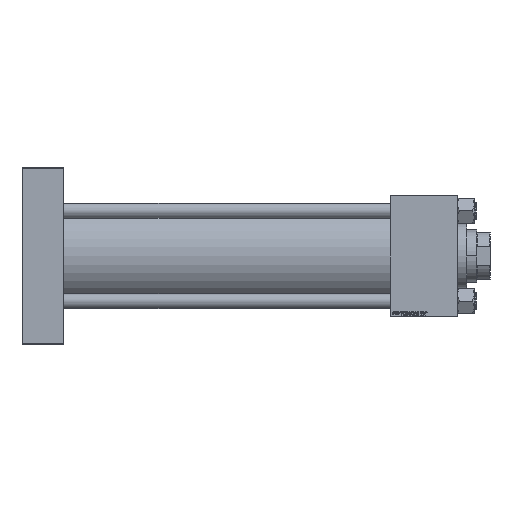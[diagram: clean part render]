
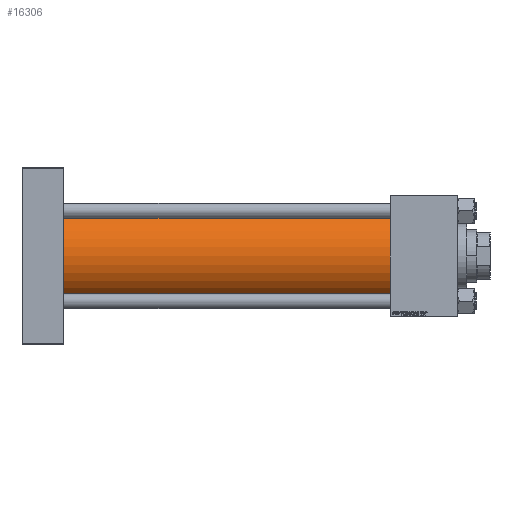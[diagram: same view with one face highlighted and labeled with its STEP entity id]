
A CAD part, front view. The second image highlights one B-rep face of the part: STEP entity #16306.
In plain terms, the highlighted cylindrical face has radius 53 mm (diameter 106 mm), a partial arc.
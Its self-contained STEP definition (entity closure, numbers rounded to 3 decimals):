
#668 = CIRCLE ( 'NONE', #42278, 53. ) ;
#2797 = DIRECTION ( 'NONE',  ( -1., 0., 0. ) ) ;
#3764 = CARTESIAN_POINT ( 'NONE',  ( 396., 0., -53. ) ) ;
#3860 = EDGE_LOOP ( 'NONE', ( #18628, #31678, #12422, #36315 ) ) ;
#4955 = CARTESIAN_POINT ( 'NONE',  ( 396., 0., 0. ) ) ;
#5001 = DIRECTION ( 'NONE',  ( 0., 0., 1. ) ) ;
#6532 = CARTESIAN_POINT ( 'NONE',  ( 396., 0., 53. ) ) ;
#8365 = CARTESIAN_POINT ( 'NONE',  ( 396., 0., 53. ) ) ;
#9004 = CARTESIAN_POINT ( 'NONE',  ( 45., 0., 0. ) ) ;
#10665 = DIRECTION ( 'NONE',  ( 1., 0., 0. ) ) ;
#11661 = EDGE_CURVE ( 'NONE', #35505, #15147, #668, .T. ) ;
#12154 = FACE_OUTER_BOUND ( 'NONE', #3860, .T. ) ;
#12422 = ORIENTED_EDGE ( 'NONE', *, *, #42402, .T. ) ;
#14115 = CARTESIAN_POINT ( 'NONE',  ( 396., 0., 0. ) ) ;
#15147 = VERTEX_POINT ( 'NONE', #29496 ) ;
#15234 = LINE ( 'NONE', #3764, #43807 ) ;
#16306 = ADVANCED_FACE ( 'NONE', ( #12154 ), #24410, .T. ) ;
#16893 = CIRCLE ( 'NONE', #34751, 53. ) ;
#18628 = ORIENTED_EDGE ( 'NONE', *, *, #42786, .F. ) ;
#23770 = CARTESIAN_POINT ( 'NONE',  ( 45., 0., 53. ) ) ;
#24410 = CYLINDRICAL_SURFACE ( 'NONE', #27267, 53. ) ;
#25237 = DIRECTION ( 'NONE',  ( 1., 0., 0. ) ) ;
#27267 = AXIS2_PLACEMENT_3D ( 'NONE', #4955, #32124, #37138 ) ;
#29496 = CARTESIAN_POINT ( 'NONE',  ( 45., 0., -53. ) ) ;
#31678 = ORIENTED_EDGE ( 'NONE', *, *, #52518, .F. ) ;
#31933 = VECTOR ( 'NONE', #2797, 1000. ) ;
#32124 = DIRECTION ( 'NONE',  ( -1., 0., 0. ) ) ;
#34751 = AXIS2_PLACEMENT_3D ( 'NONE', #14115, #10665, #38037 ) ;
#35505 = VERTEX_POINT ( 'NONE', #23770 ) ;
#36315 = ORIENTED_EDGE ( 'NONE', *, *, #11661, .T. ) ;
#37138 = DIRECTION ( 'NONE',  ( 0., 0., 1. ) ) ;
#38037 = DIRECTION ( 'NONE',  ( 0., 0., -1. ) ) ;
#38890 = VERTEX_POINT ( 'NONE', #43463 ) ;
#39643 = VERTEX_POINT ( 'NONE', #8365 ) ;
#42278 = AXIS2_PLACEMENT_3D ( 'NONE', #9004, #25237, #5001 ) ;
#42402 = EDGE_CURVE ( 'NONE', #39643, #35505, #42959, .T. ) ;
#42786 = EDGE_CURVE ( 'NONE', #38890, #15147, #15234, .T. ) ;
#42959 = LINE ( 'NONE', #6532, #31933 ) ;
#43463 = CARTESIAN_POINT ( 'NONE',  ( 396., 0., -53. ) ) ;
#43807 = VECTOR ( 'NONE', #48437, 1000. ) ;
#48437 = DIRECTION ( 'NONE',  ( -1., 0., 0. ) ) ;
#52518 = EDGE_CURVE ( 'NONE', #39643, #38890, #16893, .T. ) ;
